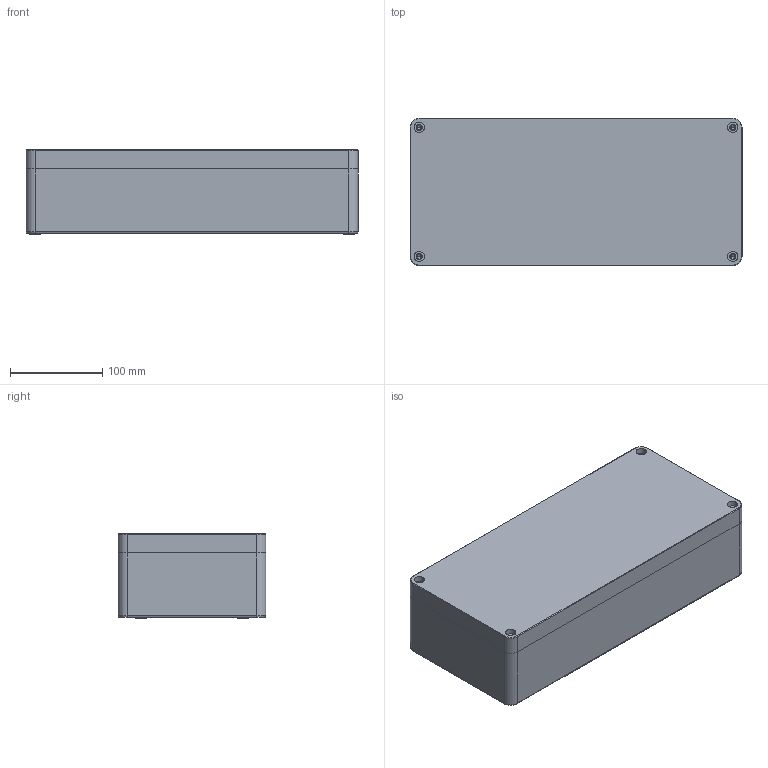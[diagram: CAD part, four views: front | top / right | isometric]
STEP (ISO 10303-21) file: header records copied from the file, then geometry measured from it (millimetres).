
FILE_DESCRIPTION((''),'2;1');
FILE_NAME('MGRP163609_ASM','2018-06-07T',('kjell_andersson'),(''),'CREO PARAMETRIC BY PTC INC, 2015290','CREO PARAMETRIC BY PTC INC, 2015290','');
FILE_SCHEMA(('AUTOMOTIVE_DESIGN { 1 0 10303 214 1 1 1 1 }'));
Length unit declared in the file: millimetre
Products named in the file (3): MGRP163607B; MGRP163602L; MGRP163609_ASM
Assembly tree (2 placements, depth 2):
  MGRP163609_ASM
    MGRP163607B
    MGRP163602L
Bounding box: 360 x 160 x 92 mm (x, y, z)
Volume: 1292627 mm3; surface area: 421601.5 mm2
Topology: 2 solids, 2 shells, 276 faces, 700 edges, 434 vertices
Faces by surface type: cylinder 136, plane 88, cone 32, torus 20
Entity records: 12769 total; most frequent: DIRECTION 1554, CARTESIAN_POINT 1402, ORIENTED_EDGE 1360, PRESENTATION_STYLE_ASSIGNMENT 682, STYLED_ITEM 682, CURVE_STYLE 680, EDGE_CURVE 680, AXIS2_PLACEMENT_3D 593
